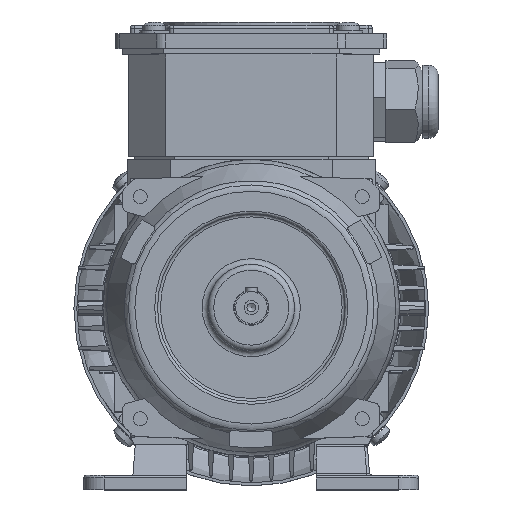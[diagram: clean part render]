
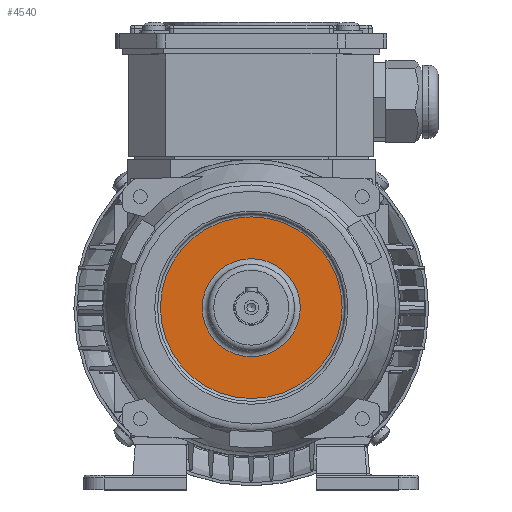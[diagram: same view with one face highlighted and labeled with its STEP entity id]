
A CAD part, top view. The second image highlights one B-rep face of the part: STEP entity #4540.
In plain terms, the highlighted planar face has unit normal (0, 0, 1).
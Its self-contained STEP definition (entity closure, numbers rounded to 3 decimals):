
#2493=FACE_BOUND('',#8308,.T.);
#2494=FACE_BOUND('',#8309,.T.);
#4540=ADVANCED_FACE('',(#2493,#2494),#5477,.T.);
#5477=PLANE('',#33433);
#8308=EDGE_LOOP('',(#15427));
#8309=EDGE_LOOP('',(#15428));
#15427=ORIENTED_EDGE('',*,*,#23926,.T.);
#15428=ORIENTED_EDGE('',*,*,#23925,.F.);
#19398=VERTEX_POINT('',#54204);
#19399=VERTEX_POINT('',#54207);
#23925=EDGE_CURVE('',#19398,#19398,#25400,.T.);
#23926=EDGE_CURVE('',#19399,#19399,#25401,.T.);
#25400=CIRCLE('',#33430,17.);
#25401=CIRCLE('',#33432,31.5);
#33430=AXIS2_PLACEMENT_3D('',#54203,#40774,#40775);
#33432=AXIS2_PLACEMENT_3D('',#54206,#40778,#40779);
#33433=AXIS2_PLACEMENT_3D('',#54208,#40780,#40781);
#40774=DIRECTION('',(0.,0.,1.));
#40775=DIRECTION('',(0.,-1.,0.));
#40778=DIRECTION('',(0.,0.,1.));
#40779=DIRECTION('',(0.,-1.,0.));
#40780=DIRECTION('',(0.,0.,1.));
#40781=DIRECTION('',(0.,1.,0.));
#54203=CARTESIAN_POINT('',(16.237,38.255,33.2));
#54204=CARTESIAN_POINT('',(16.237,21.255,33.2));
#54206=CARTESIAN_POINT('',(16.237,38.255,33.2));
#54207=CARTESIAN_POINT('',(16.237,6.755,33.2));
#54208=CARTESIAN_POINT('',(50.887,3.605,33.2));
